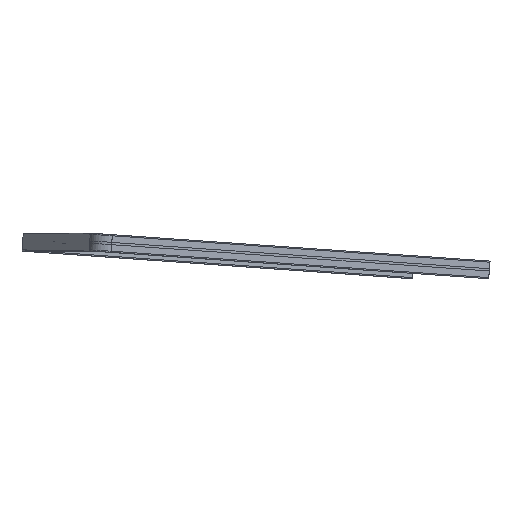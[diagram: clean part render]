
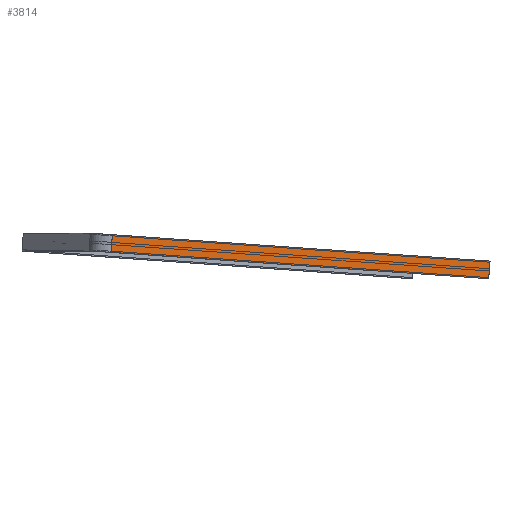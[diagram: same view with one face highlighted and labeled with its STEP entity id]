
A CAD part, front view. The second image highlights one B-rep face of the part: STEP entity #3814.
In plain terms, the highlighted planar face has unit normal (0.058, -0.998, 0).
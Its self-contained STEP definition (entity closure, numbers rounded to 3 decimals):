
#3037 = PLANE('',#3038);
#3038 = AXIS2_PLACEMENT_3D('',#3039,#3040,#3041);
#3039 = CARTESIAN_POINT('',(12126.72,1412.969,
    39.23));
#3040 = DIRECTION('',(-0.069,-0.008,
    -0.998));
#3041 = DIRECTION('',(-0.998,0.,
    0.069));
#3091 = PLANE('',#3092);
#3092 = AXIS2_PLACEMENT_3D('',#3093,#3094,#3095);
#3093 = CARTESIAN_POINT('',(12123.925,1412.643,
    -1.071));
#3094 = DIRECTION('',(-0.069,-0.008,
    -0.998));
#3095 = DIRECTION('',(-0.998,0.,
    0.069));
#3300 = VERTEX_POINT('',#3301);
#3301 = CARTESIAN_POINT('',(13100.834,766.235,
    -23.07));
#3314 = PLANE('',#3315);
#3315 = AXIS2_PLACEMENT_3D('',#3316,#3317,#3318);
#3316 = CARTESIAN_POINT('',(12951.105,1513.767,
    -910.26));
#3317 = DIRECTION('',(0.991,0.116,-0.07)
  );
#3318 = DIRECTION('',(-0.07,0.,
    -0.998));
#3325 = EDGE_CURVE('',#3326,#3300,#3328,.T.);
#3326 = VERTEX_POINT('',#3327);
#3327 = CARTESIAN_POINT('',(12240.145,716.106,
    37.014));
#3328 = SURFACE_CURVE('',#3329,(#3333,#3339),.PCURVE_S1.);
#3329 = LINE('',#3330,#3331);
#3330 = CARTESIAN_POINT('',(6114.645,359.336,
    464.629));
#3331 = VECTOR('',#3332,1.);
#3332 = DIRECTION('',(0.996,0.058,
    -0.07));
#3333 = PCURVE('',#3037,#3334);
#3334 = DEFINITIONAL_REPRESENTATION('',(#3335),#3338);
#3335 = B_SPLINE_CURVE_WITH_KNOTS('',1,(#3336,#3337),.UNSPECIFIED.,.F.,
  .F.,(2,2),(5987.031,7122.736),
  .PIECEWISE_BEZIER_KNOTS.);
#3336 = CARTESIAN_POINT('',(50.149,-706.384));
#3337 = CARTESIAN_POINT('',(-1083.643,-640.506));
#3338 = ( GEOMETRIC_REPRESENTATION_CONTEXT(2) 
PARAMETRIC_REPRESENTATION_CONTEXT() REPRESENTATION_CONTEXT('2D SPACE',''
  ) );
#3339 = PCURVE('',#3340,#3345);
#3340 = PLANE('',#3341);
#3341 = AXIS2_PLACEMENT_3D('',#3342,#3343,#3344);
#3342 = CARTESIAN_POINT('',(-0.186,3.188,0.));
#3343 = DIRECTION('',(0.058,-0.998,0.));
#3344 = DIRECTION('',(0.,0.,-1.));
#3345 = DEFINITIONAL_REPRESENTATION('',(#3346),#3349);
#3346 = B_SPLINE_CURVE_WITH_KNOTS('',1,(#3347,#3348),.UNSPECIFIED.,.F.,
  .F.,(2,2),(5987.031,7122.736),
  .PIECEWISE_BEZIER_KNOTS.);
#3347 = CARTESIAN_POINT('',(-48.397,12097.739));
#3348 = CARTESIAN_POINT('',(30.56,13230.695));
#3349 = ( GEOMETRIC_REPRESENTATION_CONTEXT(2) 
PARAMETRIC_REPRESENTATION_CONTEXT() REPRESENTATION_CONTEXT('2D SPACE',''
  ) );
#3368 = CYLINDRICAL_SURFACE('',#3369,48.);
#3369 = AXIS2_PLACEMENT_3D('',#3370,#3371,#3372);
#3370 = CARTESIAN_POINT('',(12173.86,760.326,
    -872.516));
#3371 = DIRECTION('',(0.07,0.004,
    0.998));
#3372 = DIRECTION('',(-0.991,-0.116,0.07
    ));
#3614 = VERTEX_POINT('',#3615);
#3615 = CARTESIAN_POINT('',(13098.021,766.071,
    -63.372));
#3634 = EDGE_CURVE('',#3635,#3614,#3637,.T.);
#3635 = VERTEX_POINT('',#3636);
#3636 = CARTESIAN_POINT('',(12237.331,715.942,
    -3.288));
#3637 = SURFACE_CURVE('',#3638,(#3642,#3648),.PCURVE_S1.);
#3638 = LINE('',#3639,#3640);
#3639 = CARTESIAN_POINT('',(6111.841,359.173,
    424.326));
#3640 = VECTOR('',#3641,1.);
#3641 = DIRECTION('',(0.996,0.058,
    -0.07));
#3642 = PCURVE('',#3091,#3643);
#3643 = DEFINITIONAL_REPRESENTATION('',(#3644),#3647);
#3644 = B_SPLINE_CURVE_WITH_KNOTS('',1,(#3645,#3646),.UNSPECIFIED.,.F.,
  .F.,(2,2),(5989.847,7122.723),
  .PIECEWISE_BEZIER_KNOTS.);
#3645 = CARTESIAN_POINT('',(47.348,-706.057));
#3646 = CARTESIAN_POINT('',(-1083.62,-640.344));
#3647 = ( GEOMETRIC_REPRESENTATION_CONTEXT(2) 
PARAMETRIC_REPRESENTATION_CONTEXT() REPRESENTATION_CONTEXT('2D SPACE',''
  ) );
#3648 = PCURVE('',#3340,#3649);
#3649 = DEFINITIONAL_REPRESENTATION('',(#3650),#3653);
#3650 = B_SPLINE_CURVE_WITH_KNOTS('',1,(#3651,#3652),.UNSPECIFIED.,.F.,
  .F.,(2,2),(5989.847,7122.723),
  .PIECEWISE_BEZIER_KNOTS.);
#3651 = CARTESIAN_POINT('',(-7.898,12097.739));
#3652 = CARTESIAN_POINT('',(70.862,13227.873));
#3653 = ( GEOMETRIC_REPRESENTATION_CONTEXT(2) 
PARAMETRIC_REPRESENTATION_CONTEXT() REPRESENTATION_CONTEXT('2D SPACE',''
  ) );
#3792 = EDGE_CURVE('',#3635,#3326,#3793,.T.);
#3793 = SURFACE_CURVE('',#3794,(#3798,#3805),.PCURVE_S1.);
#3794 = LINE('',#3795,#3796);
#3795 = CARTESIAN_POINT('',(12176.651,712.408,
    -872.516));
#3796 = VECTOR('',#3797,1.);
#3797 = DIRECTION('',(0.07,0.004,
    0.998));
#3798 = PCURVE('',#3368,#3799);
#3799 = DEFINITIONAL_REPRESENTATION('',(#3800),#3804);
#3800 = LINE('',#3801,#3802);
#3801 = CARTESIAN_POINT('',(1.513,0.));
#3802 = VECTOR('',#3803,1.);
#3803 = DIRECTION('',(0.,1.));
#3804 = ( GEOMETRIC_REPRESENTATION_CONTEXT(2) 
PARAMETRIC_REPRESENTATION_CONTEXT() REPRESENTATION_CONTEXT('2D SPACE',''
  ) );
#3805 = PCURVE('',#3340,#3806);
#3806 = DEFINITIONAL_REPRESENTATION('',(#3807),#3811);
#3807 = LINE('',#3808,#3809);
#3808 = CARTESIAN_POINT('',(872.516,12197.473));
#3809 = VECTOR('',#3810,1.);
#3810 = DIRECTION('',(-0.998,0.07));
#3811 = ( GEOMETRIC_REPRESENTATION_CONTEXT(2) 
PARAMETRIC_REPRESENTATION_CONTEXT() REPRESENTATION_CONTEXT('2D SPACE',''
  ) );
#3814 = ADVANCED_FACE('',(#3815),#3340,.T.);
#3815 = FACE_BOUND('',#3816,.T.);
#3816 = EDGE_LOOP('',(#3817,#3818,#3837,#3838));
#3817 = ORIENTED_EDGE('',*,*,#3634,.T.);
#3818 = ORIENTED_EDGE('',*,*,#3819,.T.);
#3819 = EDGE_CURVE('',#3614,#3300,#3820,.T.);
#3820 = SURFACE_CURVE('',#3821,(#3825,#3831),.PCURVE_S1.);
#3821 = LINE('',#3822,#3823);
#3822 = CARTESIAN_POINT('',(13038.687,762.615,
    -913.319));
#3823 = VECTOR('',#3824,1.);
#3824 = DIRECTION('',(0.07,0.004,
    0.998));
#3825 = PCURVE('',#3340,#3826);
#3826 = DEFINITIONAL_REPRESENTATION('',(#3827),#3830);
#3827 = B_SPLINE_CURVE_WITH_KNOTS('',1,(#3828,#3829),.UNSPECIFIED.,.F.,
  .F.,(2,2),(-12000103.139,12000096.962),
  .PIECEWISE_BEZIER_KNOTS.);
#3828 = CARTESIAN_POINT('',(11971784.331,-824030.757));
#3829 = CARTESIAN_POINT('',(-11969951.531,850152.265));
#3830 = ( GEOMETRIC_REPRESENTATION_CONTEXT(2) 
PARAMETRIC_REPRESENTATION_CONTEXT() REPRESENTATION_CONTEXT('2D SPACE',''
  ) );
#3831 = PCURVE('',#3314,#3832);
#3832 = DEFINITIONAL_REPRESENTATION('',(#3833),#3836);
#3833 = B_SPLINE_CURVE_WITH_KNOTS('',1,(#3834,#3835),.UNSPECIFIED.,.F.,
  .F.,(2,2),(-12000103.139,12000096.962),
  .PIECEWISE_BEZIER_KNOTS.);
#3834 = CARTESIAN_POINT('',(12000000.,-49758.493));
#3835 = CARTESIAN_POINT('',(-12000000.,48245.987));
#3836 = ( GEOMETRIC_REPRESENTATION_CONTEXT(2) 
PARAMETRIC_REPRESENTATION_CONTEXT() REPRESENTATION_CONTEXT('2D SPACE',''
  ) );
#3837 = ORIENTED_EDGE('',*,*,#3325,.F.);
#3838 = ORIENTED_EDGE('',*,*,#3792,.F.);
